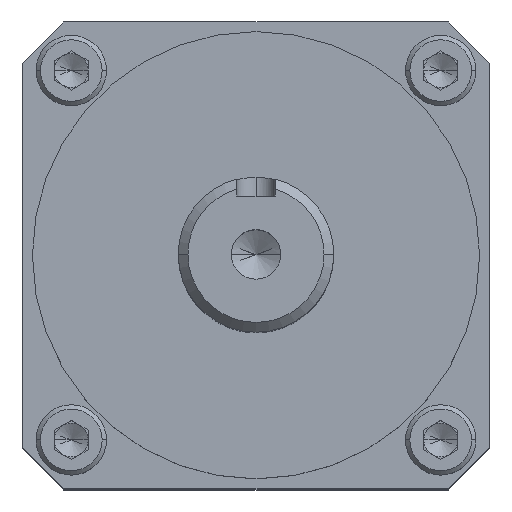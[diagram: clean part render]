
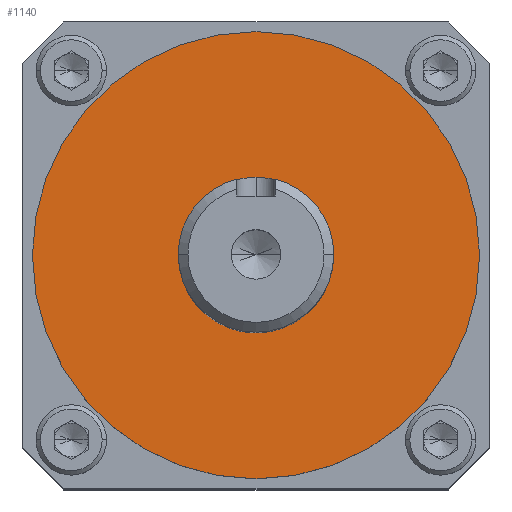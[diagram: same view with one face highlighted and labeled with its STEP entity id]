
A CAD part, top view. The second image highlights one B-rep face of the part: STEP entity #1140.
In plain terms, the highlighted planar face has unit normal (0, 0, 1).
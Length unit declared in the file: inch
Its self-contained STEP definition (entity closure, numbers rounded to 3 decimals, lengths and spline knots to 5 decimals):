
#25 = DIRECTION ( 'NONE',  ( 0., 0., 1. ) ) ;
#114 = CARTESIAN_POINT ( 'NONE',  ( 0.71875, 0., 0. ) ) ;
#120 = DIRECTION ( 'NONE',  ( -1., 0., 0. ) ) ;
#158 = CARTESIAN_POINT ( 'NONE',  ( 0., 0., 0. ) ) ;
#328 = EDGE_CURVE ( 'NONE', #505, #2920, #696, .T. ) ;
#334 = AXIS2_PLACEMENT_3D ( 'NONE', #2069, #2032, #2028 ) ;
#352 = EDGE_CURVE ( 'NONE', #2683, #3852, #685, .T. ) ;
#432 = CARTESIAN_POINT ( 'NONE',  ( -0.25, 0., 0. ) ) ;
#505 = VERTEX_POINT ( 'NONE', #2998 ) ;
#680 = AXIS2_PLACEMENT_3D ( 'NONE', #2162, #2154, #2148 ) ;
#685 = CIRCLE ( 'NONE', #2532, 0.25 ) ;
#696 = CIRCLE ( 'NONE', #2700, 0.71875 ) ;
#854 = ORIENTED_EDGE ( 'NONE', *, *, #352, .F. ) ;
#1116 = EDGE_CURVE ( 'NONE', #2920, #505, #3017, .T. ) ;
#1140 = ADVANCED_FACE ( 'NONE', ( #3692, #2915 ), #2036, .F. ) ;
#1415 = DIRECTION ( 'NONE',  ( 1., 0., 0. ) ) ;
#1545 = EDGE_LOOP ( 'NONE', ( #3006, #3823 ) ) ;
#1626 = DIRECTION ( 'NONE',  ( 0., 0., 1. ) ) ;
#1647 = CIRCLE ( 'NONE', #2864, 0.25 ) ;
#1657 = CARTESIAN_POINT ( 'NONE',  ( 0., 0., 0. ) ) ;
#1717 = ORIENTED_EDGE ( 'NONE', *, *, #3824, .F. ) ;
#2028 = DIRECTION ( 'NONE',  ( -1., 0., 0. ) ) ;
#2032 = DIRECTION ( 'NONE',  ( 0., 0., -1. ) ) ;
#2036 = PLANE ( 'NONE',  #334 ) ;
#2069 = CARTESIAN_POINT ( 'NONE',  ( 0., 0., 0. ) ) ;
#2148 = DIRECTION ( 'NONE',  ( 1., 0., 0. ) ) ;
#2154 = DIRECTION ( 'NONE',  ( 0., 0., 1. ) ) ;
#2162 = CARTESIAN_POINT ( 'NONE',  ( 0., 0., 0. ) ) ;
#2532 = AXIS2_PLACEMENT_3D ( 'NONE', #158, #25, #120 ) ;
#2683 = VERTEX_POINT ( 'NONE', #432 ) ;
#2700 = AXIS2_PLACEMENT_3D ( 'NONE', #1657, #1626, #1415 ) ;
#2864 = AXIS2_PLACEMENT_3D ( 'NONE', #3333, #3328, #3053 ) ;
#2915 = FACE_BOUND ( 'NONE', #3102, .T. ) ;
#2920 = VERTEX_POINT ( 'NONE', #114 ) ;
#2998 = CARTESIAN_POINT ( 'NONE',  ( -0.71875, 0., 0. ) ) ;
#3006 = ORIENTED_EDGE ( 'NONE', *, *, #1116, .T. ) ;
#3017 = CIRCLE ( 'NONE', #680, 0.71875 ) ;
#3053 = DIRECTION ( 'NONE',  ( -1., 0., 0. ) ) ;
#3102 = EDGE_LOOP ( 'NONE', ( #854, #1717 ) ) ;
#3328 = DIRECTION ( 'NONE',  ( 0., 0., 1. ) ) ;
#3333 = CARTESIAN_POINT ( 'NONE',  ( 0., 0., 0. ) ) ;
#3627 = CARTESIAN_POINT ( 'NONE',  ( 0.25, 0., 0. ) ) ;
#3692 = FACE_OUTER_BOUND ( 'NONE', #1545, .T. ) ;
#3823 = ORIENTED_EDGE ( 'NONE', *, *, #328, .T. ) ;
#3824 = EDGE_CURVE ( 'NONE', #3852, #2683, #1647, .T. ) ;
#3852 = VERTEX_POINT ( 'NONE', #3627 ) ;
